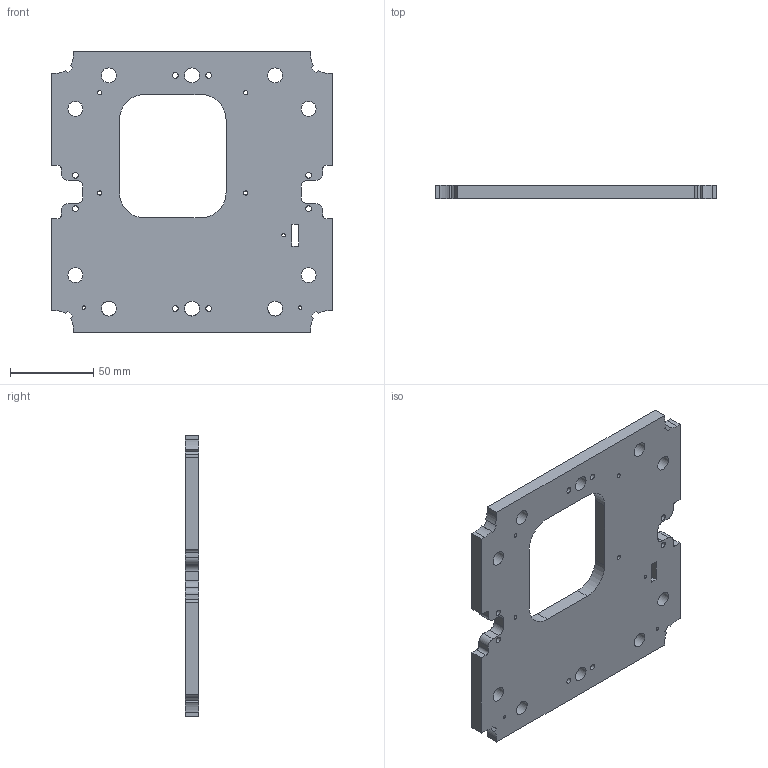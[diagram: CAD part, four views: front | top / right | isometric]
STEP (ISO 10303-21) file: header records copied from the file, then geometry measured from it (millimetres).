
FILE_DESCRIPTION(/* description */ (''),/* implementation_level */ '2;1');
FILE_NAME(/* name */ 'Deckbox_Floor_v2.step',/* time_stamp */ '2025-07-25T11:30:23+02:00',/* author */ (''),/* organization */ (''),/* preprocessor_version */ 'ST-DEVELOPER v20.1',/* originating_system */ 'Autodesk Translation Framework v14.10.0.0',/* authorisation */ '');
FILE_SCHEMA (('AUTOMOTIVE_DESIGN { 1 0 10303 214 3 1 1 }'));
Length unit declared in the file: millimetre
Products named in the file (3): Deckbox_2_0_Floor_2_0; Komponente4; Floor
Assembly tree (2 placements, depth 2):
  Deckbox_2_0_Floor_2_0
    Komponente4
    Floor
Bounding box: 168.9 x 8 x 168.9 mm (x, y, z)
Volume: 157964.5 mm3; surface area: 56928 mm2
Topology: 1 solids, 1 shells, 130 faces, 364 edges, 240 vertices
Faces by surface type: cylinder 66, plane 64
Full cylindrical faces by diameter (mm): 2 x3, 2.5 x4, 3.5 x8, 9 x10
Entity records: 4438 total; most frequent: CARTESIAN_POINT 775, DIRECTION 750, ORIENTED_EDGE 728, EDGE_CURVE 364, AXIS2_PLACEMENT_3D 255, LINE 240, VECTOR 240, VERTEX_POINT 240
